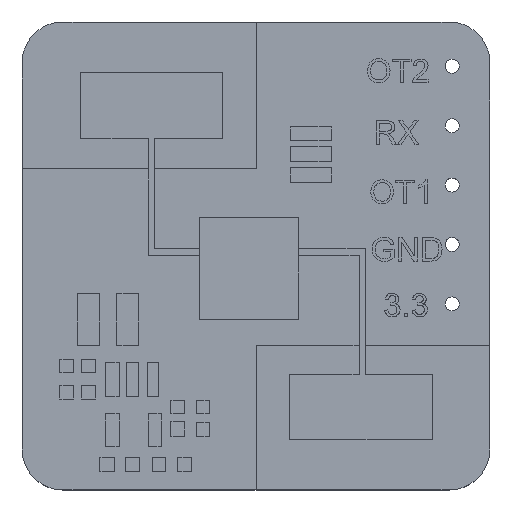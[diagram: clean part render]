
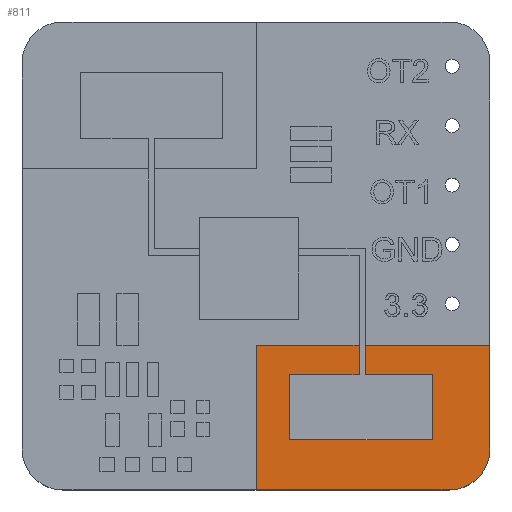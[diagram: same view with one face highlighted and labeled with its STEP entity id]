
A CAD part, top view. The second image highlights one B-rep face of the part: STEP entity #811.
In plain terms, the highlighted planar face has unit normal (0, 0, 1).
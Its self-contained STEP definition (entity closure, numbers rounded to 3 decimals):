
#15 = CARTESIAN_POINT ( 'NONE',  ( -73.721, 0., 0.07 ) ) ;
#172 = CARTESIAN_POINT ( 'NONE',  ( -76.943, 26.301, 0.07 ) ) ;
#224 = DIRECTION ( 'NONE',  ( 0., 1., 0. ) ) ;
#521 = CARTESIAN_POINT ( 'NONE',  ( -78.364, 30.341, 0.07 ) ) ;
#574 = VERTEX_POINT ( 'NONE', #11422 ) ;
#580 = VERTEX_POINT ( 'NONE', #172 ) ;
#706 = CARTESIAN_POINT ( 'NONE',  ( -78.364, 30.341, 0.07 ) ) ;
#713 = DIRECTION ( 'NONE',  ( 1., 0., 0. ) ) ;
#791 = CARTESIAN_POINT ( 'NONE',  ( -78.364, 30.341, 0.07 ) ) ;
#811 = ADVANCED_FACE ( 'NONE', ( #9730 ), #3873, .T. ) ;
#864 = CARTESIAN_POINT ( 'NONE',  ( -70.849, 29.074, 0.07 ) ) ;
#1248 = EDGE_CURVE ( 'NONE', #13237, #17356, #13954, .T. ) ;
#1305 = LINE ( 'NONE', #10154, #13884 ) ;
#1442 = CARTESIAN_POINT ( 'NONE',  ( 0., 29.074, 0.07 ) ) ;
#1481 = DIRECTION ( 'NONE',  ( 0., 1., 0. ) ) ;
#1548 = CARTESIAN_POINT ( 'NONE',  ( -70.849, 26.301, 0.07 ) ) ;
#1713 = VERTEX_POINT ( 'NONE', #3890 ) ;
#1725 = CARTESIAN_POINT ( 'NONE',  ( -73.721, 29.074, 0.07 ) ) ;
#1847 = VERTEX_POINT ( 'NONE', #7418 ) ;
#1900 = CARTESIAN_POINT ( 'NONE',  ( -70.133, 24.161, 0.07 ) ) ;
#2012 = LINE ( 'NONE', #2373, #15072 ) ;
#2057 = VERTEX_POINT ( 'NONE', #13322 ) ;
#2242 = CIRCLE ( 'NONE', #9661, 1.75 ) ;
#2299 = CARTESIAN_POINT ( 'NONE',  ( -70.133, 25.911, 0.07 ) ) ;
#2373 = CARTESIAN_POINT ( 'NONE',  ( 0., 29.074, 0.07 ) ) ;
#2445 = VERTEX_POINT ( 'NONE', #706 ) ;
#2464 = DIRECTION ( 'NONE',  ( 1., 0., 0. ) ) ;
#2721 = EDGE_CURVE ( 'NONE', #2445, #1713, #13347, .T. ) ;
#2889 = DIRECTION ( 'NONE',  ( -1., 0., 0. ) ) ;
#2940 = ORIENTED_EDGE ( 'NONE', *, *, #6705, .T. ) ;
#3013 = VECTOR ( 'NONE', #10009, 1000. ) ;
#3054 = EDGE_CURVE ( 'NONE', #1713, #13182, #3898, .T. ) ;
#3596 = LINE ( 'NONE', #791, #15175 ) ;
#3691 = ORIENTED_EDGE ( 'NONE', *, *, #16294, .T. ) ;
#3873 = PLANE ( 'NONE',  #4628 ) ;
#3890 = CARTESIAN_POINT ( 'NONE',  ( -78.364, 24.161, 0.07 ) ) ;
#3898 = LINE ( 'NONE', #8085, #6954 ) ;
#3954 = DIRECTION ( 'NONE',  ( -1., 0., 0. ) ) ;
#4599 = VECTOR ( 'NONE', #15167, 1000. ) ;
#4628 = AXIS2_PLACEMENT_3D ( 'NONE', #18048, #15206, #2464 ) ;
#5723 = CARTESIAN_POINT ( 'NONE',  ( -68.383, 30.341, 0.07 ) ) ;
#6000 = LINE ( 'NONE', #5723, #12698 ) ;
#6705 = EDGE_CURVE ( 'NONE', #14488, #13237, #2012, .T. ) ;
#6866 = CARTESIAN_POINT ( 'NONE',  ( -73.979, 29.074, 0.07 ) ) ;
#6871 = EDGE_CURVE ( 'NONE', #1847, #2445, #1305, .T. ) ;
#6937 = VECTOR ( 'NONE', #16115, 1000. ) ;
#6954 = VECTOR ( 'NONE', #17890, 1000. ) ;
#6980 = LINE ( 'NONE', #18272, #17982 ) ;
#6989 = LINE ( 'NONE', #15, #15931 ) ;
#7015 = ORIENTED_EDGE ( 'NONE', *, *, #17015, .F. ) ;
#7020 = VERTEX_POINT ( 'NONE', #17902 ) ;
#7070 = CARTESIAN_POINT ( 'NONE',  ( 0., 26.301, 0.07 ) ) ;
#7393 = ORIENTED_EDGE ( 'NONE', *, *, #6871, .T. ) ;
#7418 = CARTESIAN_POINT ( 'NONE',  ( -73.979, 30.341, 0.07 ) ) ;
#7939 = CARTESIAN_POINT ( 'NONE',  ( -70.849, 0., 0.07 ) ) ;
#7981 = DIRECTION ( 'NONE',  ( 0., 0., 1. ) ) ;
#8085 = CARTESIAN_POINT ( 'NONE',  ( -78.364, 24.161, 0.07 ) ) ;
#8567 = DIRECTION ( 'NONE',  ( 0., -1., 0. ) ) ;
#8651 = ORIENTED_EDGE ( 'NONE', *, *, #3054, .T. ) ;
#8999 = EDGE_CURVE ( 'NONE', #580, #17356, #12844, .T. ) ;
#9160 = ORIENTED_EDGE ( 'NONE', *, *, #11211, .T. ) ;
#9472 = ORIENTED_EDGE ( 'NONE', *, *, #14345, .T. ) ;
#9618 = ORIENTED_EDGE ( 'NONE', *, *, #14217, .T. ) ;
#9661 = AXIS2_PLACEMENT_3D ( 'NONE', #2299, #7981, #713 ) ;
#9730 = FACE_OUTER_BOUND ( 'NONE', #9858, .T. ) ;
#9858 = EDGE_LOOP ( 'NONE', ( #12210, #2940, #10260, #16452, #7015, #9160, #9618, #7393, #10473, #8651, #9472, #3691, #11747 ) ) ;
#10009 = DIRECTION ( 'NONE',  ( 1., 0., 0. ) ) ;
#10154 = CARTESIAN_POINT ( 'NONE',  ( -78.364, 30.341, 0.07 ) ) ;
#10260 = ORIENTED_EDGE ( 'NONE', *, *, #1248, .T. ) ;
#10473 = ORIENTED_EDGE ( 'NONE', *, *, #2721, .T. ) ;
#11211 = EDGE_CURVE ( 'NONE', #7020, #17444, #11406, .T. ) ;
#11247 = LINE ( 'NONE', #13760, #15276 ) ;
#11406 = LINE ( 'NONE', #1442, #3013 ) ;
#11422 = CARTESIAN_POINT ( 'NONE',  ( -73.721, 30.341, 0.07 ) ) ;
#11747 = ORIENTED_EDGE ( 'NONE', *, *, #12294, .T. ) ;
#12210 = ORIENTED_EDGE ( 'NONE', *, *, #15768, .F. ) ;
#12294 = EDGE_CURVE ( 'NONE', #17401, #574, #3596, .T. ) ;
#12698 = VECTOR ( 'NONE', #224, 1000. ) ;
#12844 = LINE ( 'NONE', #7070, #16903 ) ;
#13121 = DIRECTION ( 'NONE',  ( 1., 0., 0. ) ) ;
#13182 = VERTEX_POINT ( 'NONE', #1900 ) ;
#13237 = VERTEX_POINT ( 'NONE', #864 ) ;
#13322 = CARTESIAN_POINT ( 'NONE',  ( -68.383, 25.911, 0.07 ) ) ;
#13347 = LINE ( 'NONE', #521, #6937 ) ;
#13760 = CARTESIAN_POINT ( 'NONE',  ( -73.979, 0., 0.07 ) ) ;
#13884 = VECTOR ( 'NONE', #2889, 1000. ) ;
#13954 = LINE ( 'NONE', #7939, #4599 ) ;
#14217 = EDGE_CURVE ( 'NONE', #17444, #1847, #11247, .T. ) ;
#14345 = EDGE_CURVE ( 'NONE', #13182, #2057, #2242, .T. ) ;
#14488 = VERTEX_POINT ( 'NONE', #1725 ) ;
#14592 = DIRECTION ( 'NONE',  ( 0., 1., 0. ) ) ;
#15072 = VECTOR ( 'NONE', #16309, 1000. ) ;
#15167 = DIRECTION ( 'NONE',  ( 0., -1., 0. ) ) ;
#15175 = VECTOR ( 'NONE', #3954, 1000. ) ;
#15206 = DIRECTION ( 'NONE',  ( 0., 0., 1. ) ) ;
#15276 = VECTOR ( 'NONE', #14592, 1000. ) ;
#15768 = EDGE_CURVE ( 'NONE', #14488, #574, #6989, .T. ) ;
#15931 = VECTOR ( 'NONE', #1481, 1000. ) ;
#16115 = DIRECTION ( 'NONE',  ( 0., -1., 0. ) ) ;
#16294 = EDGE_CURVE ( 'NONE', #2057, #17401, #6000, .T. ) ;
#16309 = DIRECTION ( 'NONE',  ( 1., 0., 0. ) ) ;
#16452 = ORIENTED_EDGE ( 'NONE', *, *, #8999, .F. ) ;
#16903 = VECTOR ( 'NONE', #13121, 1000. ) ;
#17015 = EDGE_CURVE ( 'NONE', #7020, #580, #6980, .T. ) ;
#17153 = CARTESIAN_POINT ( 'NONE',  ( -68.383, 30.341, 0.07 ) ) ;
#17356 = VERTEX_POINT ( 'NONE', #1548 ) ;
#17401 = VERTEX_POINT ( 'NONE', #17153 ) ;
#17444 = VERTEX_POINT ( 'NONE', #6866 ) ;
#17890 = DIRECTION ( 'NONE',  ( 1., 0., 0. ) ) ;
#17902 = CARTESIAN_POINT ( 'NONE',  ( -76.943, 29.074, 0.07 ) ) ;
#17982 = VECTOR ( 'NONE', #8567, 1000. ) ;
#18048 = CARTESIAN_POINT ( 'NONE',  ( -70.133, 25.911, 0.07 ) ) ;
#18272 = CARTESIAN_POINT ( 'NONE',  ( -76.943, 0., 0.07 ) ) ;
